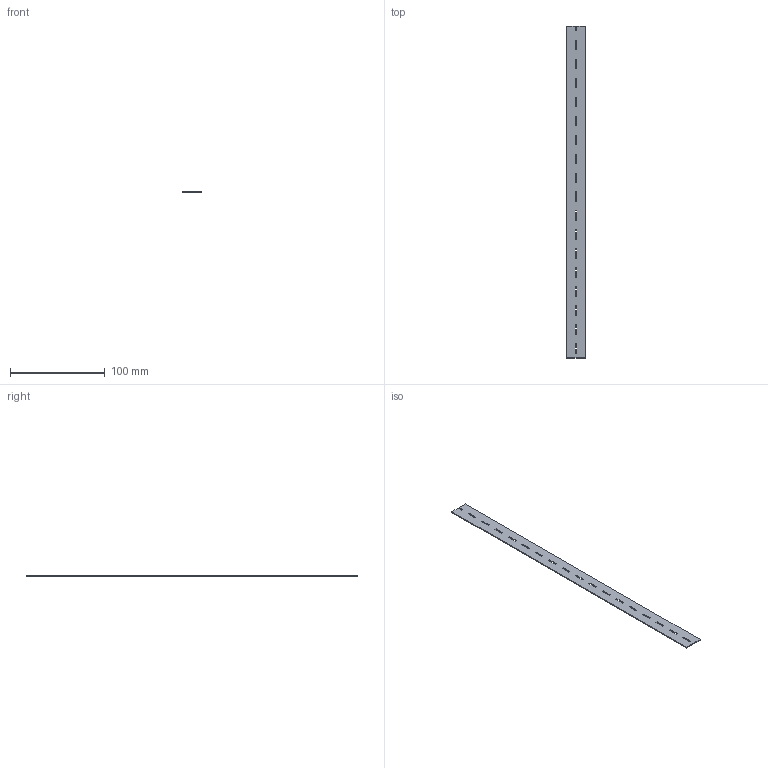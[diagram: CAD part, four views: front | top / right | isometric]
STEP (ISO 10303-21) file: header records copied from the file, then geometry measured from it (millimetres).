
FILE_DESCRIPTION(('CATIA V6 STEP','CAx-IF Rec.Pracs.--- Model Styling and Organization---1.4--- 2014-01-23'),'2;1');
FILE_NAME('130007 HEAD BAND BUTTON HOLE ELASTIC PNWS C.1 Released_(1).stp','2020-07-18T17:55:03+00:00',('none'),('none'),'3DEXPERIENCE Platform3DEXPERIENCE R2017x HotFix 12','3DEXPERIENCE Platform STEP AP214','none');
FILE_SCHEMA(('AUTOMOTIVE_DESIGN { 1 0 10303 214 1 1 1 1 }'));
Length unit declared in the file: millimetre
Products named in the file (1): HEAD BAND, BUTTON HOLE ELASTIC, PNWS
Bounding box: 20 x 350 x 1 mm (x, y, z)
Volume: 6720 mm3; surface area: 14584.4 mm2
Topology: 1 solids, 1 shells, 78 faces, 228 edges, 152 vertices
Faces by surface type: plane 78
Entity records: 2444 total; most frequent: ORIENTED_EDGE 456, CARTESIAN_POINT 424, DIRECTION 314, VECTOR 228, EDGE_CURVE 228, LINE 228, VERTEX_POINT 152, EDGE_LOOP 112
